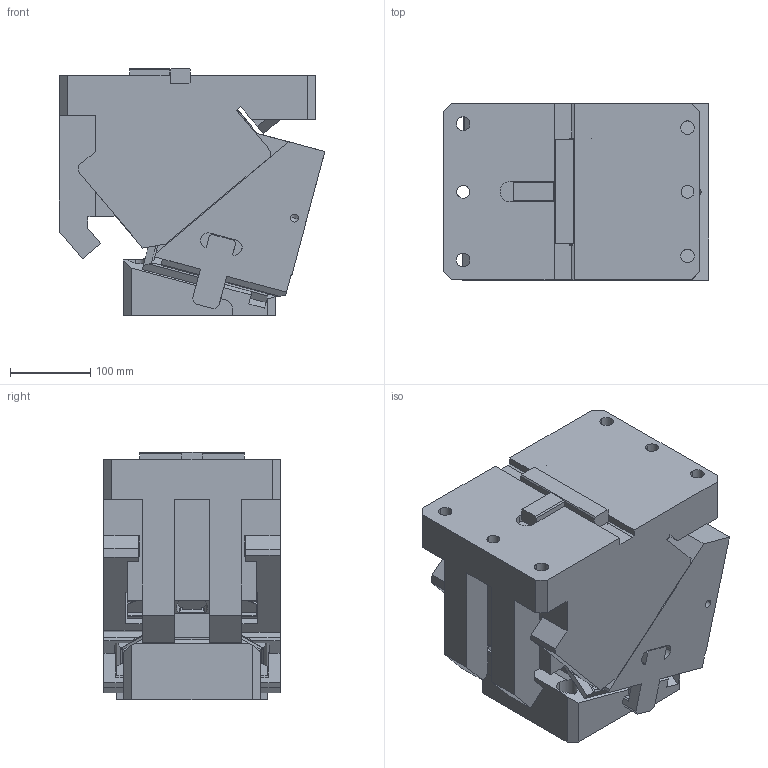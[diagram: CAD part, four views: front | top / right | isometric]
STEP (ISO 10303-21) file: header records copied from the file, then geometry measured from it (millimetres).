
FILE_DESCRIPTION(('CATIA V5 STEP Exchange'),'2;1');
FILE_NAME('CACV_F_220_15.stp','2015-04-27T06:54:22+00:00',('none'),('none'),'CATIA Version 5 Release 19 SP 2 (IN-10)','CATIA V5 STEP AP203','none');
FILE_SCHEMA(('CONFIG_CONTROL_DESIGN'));
Length unit declared in the file: millimetre
Products named in the file (1): CACV_F_220_15
Bounding box: 331.7 x 220 x 309 mm (x, y, z)
Volume: 15282100.6 mm3; surface area: 861241.3 mm2
Topology: 3 solids, 9 shells, 590 faces, 1672 edges, 1095 vertices
Faces by surface type: plane 420, cylinder 162, cone 8
Entity records: 19485 total; most frequent: CARTESIAN_POINT 4687, ORIENTED_EDGE 3332, DIRECTION 2559, EDGE_CURVE 1666, VECTOR 1319, LINE 1319, VERTEX_POINT 1095, AXIS2_PLACEMENT_3D 724
